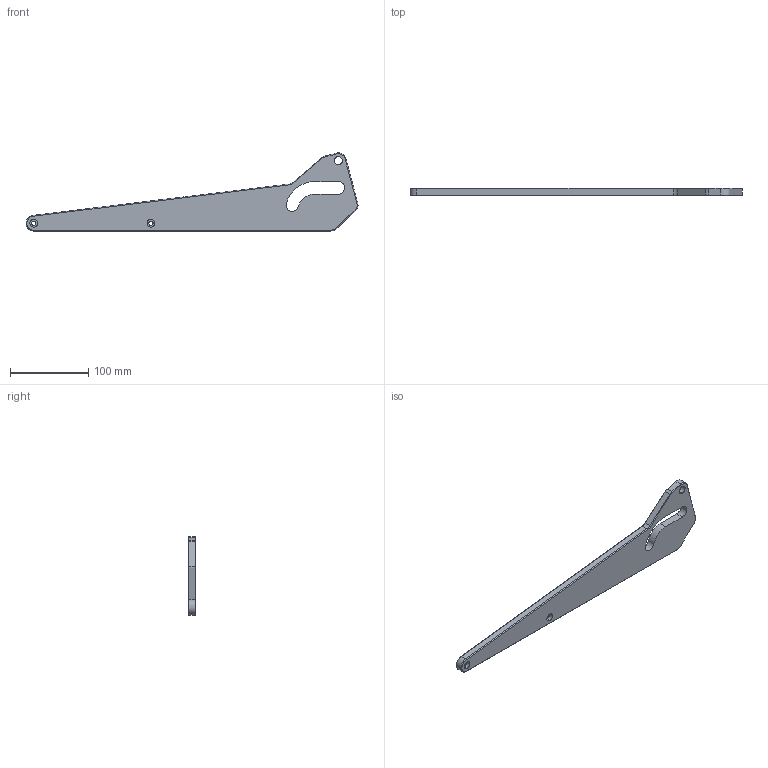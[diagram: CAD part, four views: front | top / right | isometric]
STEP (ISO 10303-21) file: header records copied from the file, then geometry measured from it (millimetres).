
FILE_DESCRIPTION (( 'STEP AP214' ), '1' );
FILE_NAME ('Lever_top_left.STEP', '2020-09-08T12:04:22', ( '' ), ( '' ), 'SwSTEP 2.0', 'SolidWorks 2019', '' );
FILE_SCHEMA (( 'AUTOMOTIVE_DESIGN' ));
Length unit declared in the file: millimetre
Products named in the file (1): Lever_top_left
Bounding box: 425.19 x 10 x 100 mm (x, y, z)
Volume: 184241.4 mm3; surface area: 48165.2 mm2
Topology: 1 solids, 1 shells, 57 faces, 135 edges, 82 vertices
Faces by surface type: plane 24, cylinder 20, cone 13
Entity records: 1681 total; most frequent: DIRECTION 305, CARTESIAN_POINT 275, ORIENTED_EDGE 270, EDGE_CURVE 135, AXIS2_PLACEMENT_3D 112, VERTEX_POINT 82, LINE 81, VECTOR 81
